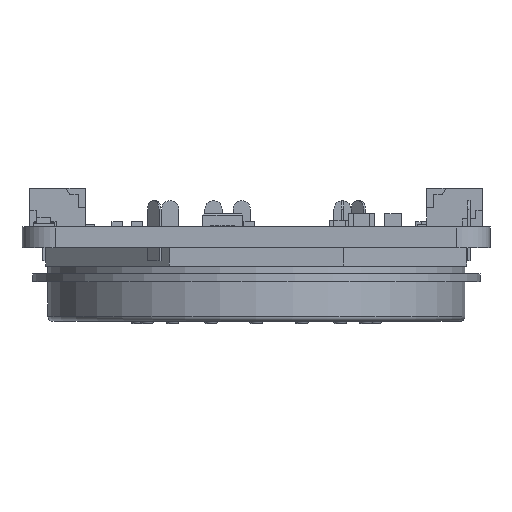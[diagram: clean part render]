
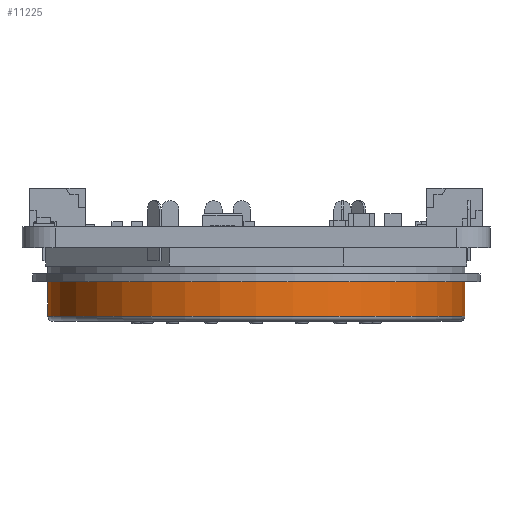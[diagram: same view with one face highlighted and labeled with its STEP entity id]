
A CAD part, front view. The second image highlights one B-rep face of the part: STEP entity #11225.
In plain terms, the highlighted cylindrical face has radius 15.85 mm (diameter 31.7 mm), a full revolution.
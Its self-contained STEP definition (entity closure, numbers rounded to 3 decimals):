
#1090=FACE_OUTER_BOUND('',#1825,.T.);
#1825=EDGE_LOOP('',(#8925,#8926,#8927,#8928,#8929));
#2769=LINE('',#17263,#4034);
#4034=VECTOR('',#13972,15.85);
#4884=CIRCLE('',#12127,15.85);
#4885=CIRCLE('',#12128,15.85);
#4887=CIRCLE('',#12131,15.85);
#5468=VERTEX_POINT('',#17255);
#5469=VERTEX_POINT('',#17257);
#5470=VERTEX_POINT('',#17262);
#6716=EDGE_CURVE('',#5468,#5469,#4884,.T.);
#6717=EDGE_CURVE('',#5469,#5468,#4885,.T.);
#6719=EDGE_CURVE('',#5469,#5470,#2769,.T.);
#6720=EDGE_CURVE('',#5470,#5470,#4887,.T.);
#8925=ORIENTED_EDGE('',*,*,#6717,.F.);
#8926=ORIENTED_EDGE('',*,*,#6719,.T.);
#8927=ORIENTED_EDGE('',*,*,#6720,.F.);
#8928=ORIENTED_EDGE('',*,*,#6719,.F.);
#8929=ORIENTED_EDGE('',*,*,#6716,.F.);
#10715=CYLINDRICAL_SURFACE('',#12130,15.85);
#11225=ADVANCED_FACE('',(#1090),#10715,.T.);
#12127=AXIS2_PLACEMENT_3D('',#17258,#13964,#13965);
#12128=AXIS2_PLACEMENT_3D('',#17259,#13966,#13967);
#12130=AXIS2_PLACEMENT_3D('',#17261,#13970,#13971);
#12131=AXIS2_PLACEMENT_3D('',#17264,#13973,#13974);
#13964=DIRECTION('center_axis',(0.,0.,
1.));
#13965=DIRECTION('ref_axis',(0.707,-0.707,0.));
#13966=DIRECTION('center_axis',(0.,0.,
1.));
#13967=DIRECTION('ref_axis',(0.707,-0.707,0.));
#13970=DIRECTION('center_axis',(0.,0.,
1.));
#13971=DIRECTION('ref_axis',(0.707,-0.707,0.));
#13972=DIRECTION('',(0.,0.,-1.));
#13973=DIRECTION('center_axis',(0.,0.,
-1.));
#13974=DIRECTION('ref_axis',(0.707,-0.707,0.));
#17255=CARTESIAN_POINT('',(11.228,-11.222,5.2));
#17257=CARTESIAN_POINT('',(-11.187,11.194,5.2));
#17258=CARTESIAN_POINT('Origin',(0.02,-0.014,
5.2));
#17259=CARTESIAN_POINT('Origin',(0.02,-0.014,
5.2));
#17261=CARTESIAN_POINT('Origin',(0.02,-0.014,2.6));
#17262=CARTESIAN_POINT('',(-11.187,11.194,2.6));
#17263=CARTESIAN_POINT('',(-11.187,11.194,2.6));
#17264=CARTESIAN_POINT('Origin',(0.02,-0.014,2.6));
